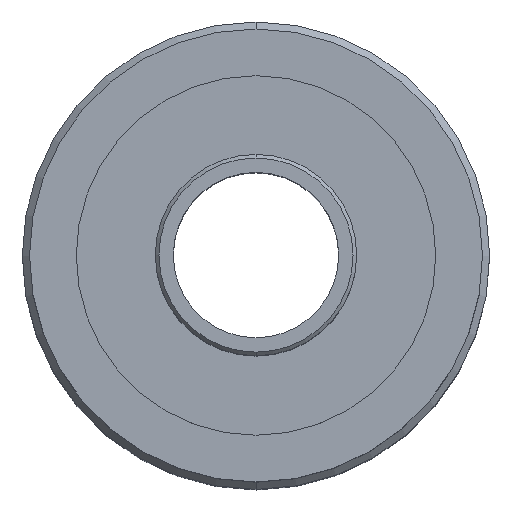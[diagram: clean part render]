
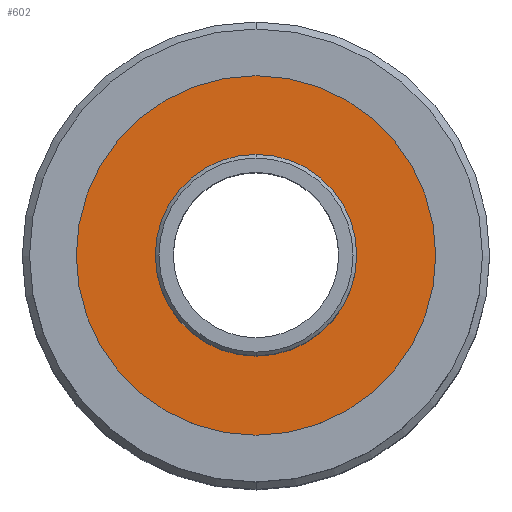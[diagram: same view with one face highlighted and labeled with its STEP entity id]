
A CAD part, top view. The second image highlights one B-rep face of the part: STEP entity #602.
In plain terms, the highlighted planar face has unit normal (0, 0, 1).
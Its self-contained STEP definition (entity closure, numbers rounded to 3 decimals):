
#189=CARTESIAN_POINT('',(0.,0.,0.));
#190=DIRECTION('',(0.,0.,-1.));
#191=DIRECTION('',(0.,1.,0.));
#192=AXIS2_PLACEMENT_3D('',#189,#190,#191);
#197=CARTESIAN_POINT('',(0.,0.,0.));
#198=DIRECTION('',(0.,0.,1.));
#199=DIRECTION('',(0.,1.,0.));
#200=AXIS2_PLACEMENT_3D('',#197,#198,#199);
#213=CARTESIAN_POINT('',(0.,0.,0.));
#214=DIRECTION('',(0.,0.,1.));
#215=DIRECTION('',(0.,1.,0.));
#216=AXIS2_PLACEMENT_3D('',#213,#214,#215);
#282=CARTESIAN_POINT('',(0.,0.,0.));
#283=DIRECTION('',(0.,0.,-1.));
#284=DIRECTION('',(0.,1.,0.));
#285=AXIS2_PLACEMENT_3D('',#282,#283,#284);
#357=CARTESIAN_POINT('',(0.,14.,0.));
#358=CARTESIAN_POINT('',(0.,-14.,0.));
#359=VERTEX_POINT('',#357);
#360=VERTEX_POINT('',#358);
#406=CARTESIAN_POINT('',(0.,25.,0.));
#408=VERTEX_POINT('',#406);
#410=CARTESIAN_POINT('',(0.,-25.,0.));
#412=VERTEX_POINT('',#410);
#587=CARTESIAN_POINT('',(0.,0.,0.));
#588=DIRECTION('',(0.,0.,1.));
#589=DIRECTION('',(0.,1.,0.));
#590=AXIS2_PLACEMENT_3D('',#587,#588,#589);
#591=PLANE('',#590);
#592=ORIENTED_EDGE('',*,*,#582,.T.);
#593=ORIENTED_EDGE('',*,*,#566,.F.);
#594=EDGE_LOOP('',(#592,#593));
#595=FACE_OUTER_BOUND('',#594,.F.);
#597=ORIENTED_EDGE('',*,*,#596,.T.);
#599=ORIENTED_EDGE('',*,*,#598,.F.);
#600=EDGE_LOOP('',(#597,#599));
#601=FACE_BOUND('',#600,.F.);
#193=CIRCLE('',#192,25.);
#201=CIRCLE('',#200,25.);
#217=CIRCLE('',#216,14.);
#286=CIRCLE('',#285,14.);
#566=EDGE_CURVE('',#408,#412,#201,.T.);
#582=EDGE_CURVE('',#408,#412,#193,.T.);
#596=EDGE_CURVE('',#359,#360,#217,.T.);
#598=EDGE_CURVE('',#359,#360,#286,.T.);
#602=ADVANCED_FACE('',(#595,#601),#591,.T.);
